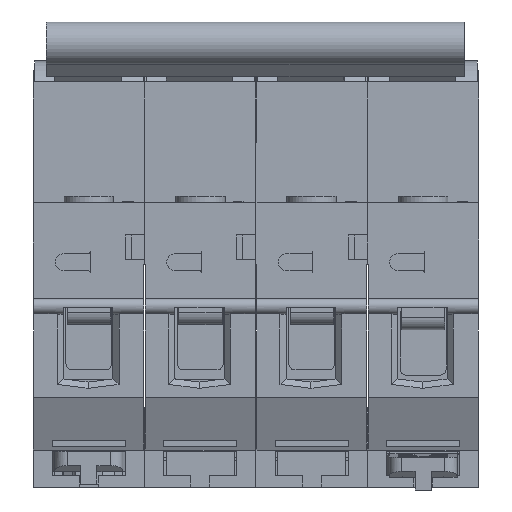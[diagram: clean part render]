
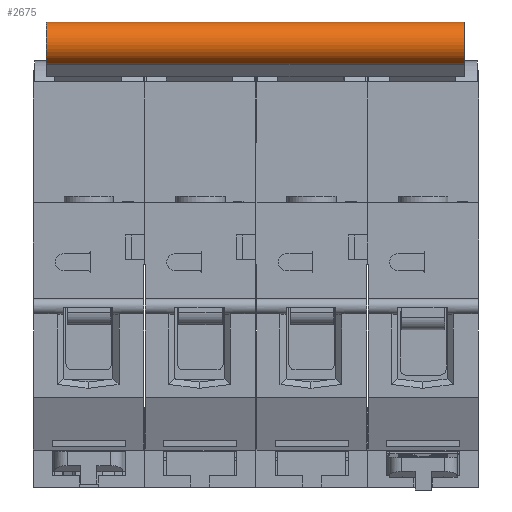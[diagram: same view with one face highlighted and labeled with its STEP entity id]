
A CAD part, left-side view. The second image highlights one B-rep face of the part: STEP entity #2675.
In plain terms, the highlighted cylindrical face has radius 3.5 mm (diameter 7 mm), a partial arc.
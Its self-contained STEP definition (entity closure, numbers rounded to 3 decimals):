
#2675=ADVANCED_FACE('',(#8318),#8320,.T.);
#8318=FACE_BOUND('',#8319,.T.);
#8319=EDGE_LOOP('',(#25497,#25498,#25499,#25500));
#8320=CYLINDRICAL_SURFACE('',#8321,3.5);
#8321=AXIS2_PLACEMENT_3D('',#8322,#8323,#8324);
#8322=CARTESIAN_POINT('',(70.779,0.,0.));
#8323=DIRECTION('',(0.,1.,0.));
#8324=DIRECTION('',(-0.857,0.,-0.515));
#25497=ORIENTED_EDGE('',*,*,#38719,.T.);
#25498=ORIENTED_EDGE('',*,*,#38720,.T.);
#25499=ORIENTED_EDGE('',*,*,#38721,.F.);
#25500=ORIENTED_EDGE('',*,*,#38717,.F.);
#38717=EDGE_CURVE('',#45030,#45032,#45033,.T.);
#38719=EDGE_CURVE('',#45030,#45035,#45036,.T.);
#38720=EDGE_CURVE('',#45035,#45037,#45038,.T.);
#38721=EDGE_CURVE('',#45032,#45037,#45039,.T.);
#45030=VERTEX_POINT('',#55772);
#45032=VERTEX_POINT('',#55776);
#45033=LINE('',#55777,#55778);
#45035=VERTEX_POINT('',#55783);
#45036=CIRCLE('',#55784,3.5);
#45037=VERTEX_POINT('',#55788);
#45038=LINE('',#55789,#55790);
#45039=CIRCLE('',#55792,3.5);
#55772=CARTESIAN_POINT('',(67.779,0.,-1.803));
#55776=CARTESIAN_POINT('',(67.779,67.5,-1.803));
#55777=CARTESIAN_POINT('',(67.779,0.,-1.803));
#55778=VECTOR('',#55779,1.);
#55779=DIRECTION('',(0.,1.,0.));
#55783=CARTESIAN_POINT('',(73.779,0.,-1.803));
#55784=AXIS2_PLACEMENT_3D('',#55785,#55786,#55787);
#55785=CARTESIAN_POINT('',(70.779,0.,0.));
#55786=DIRECTION('',(0.,1.,0.));
#55787=DIRECTION('',(-0.857,0.,-0.515));
#55788=CARTESIAN_POINT('',(73.779,67.5,-1.803));
#55789=CARTESIAN_POINT('',(73.779,0.,-1.803));
#55790=VECTOR('',#55791,1.);
#55791=DIRECTION('',(0.,1.,0.));
#55792=AXIS2_PLACEMENT_3D('',#55793,#55794,#55795);
#55793=CARTESIAN_POINT('',(70.779,67.5,0.));
#55794=DIRECTION('',(0.,1.,0.));
#55795=DIRECTION('',(-0.857,0.,-0.515));
